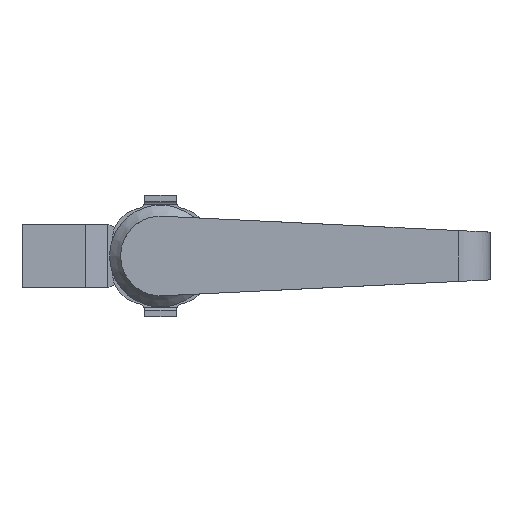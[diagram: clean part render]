
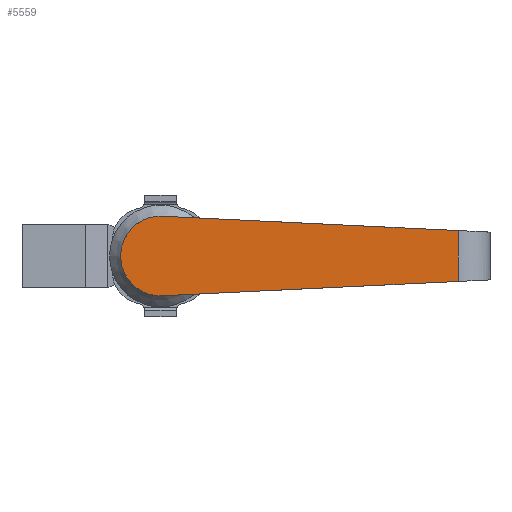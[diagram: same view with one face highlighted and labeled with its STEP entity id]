
A CAD part, front view. The second image highlights one B-rep face of the part: STEP entity #5559.
In plain terms, the highlighted planar face has unit normal (0, -1, 0).
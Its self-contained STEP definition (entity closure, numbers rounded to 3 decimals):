
#2866=PLANE('',#5336);
#2957=VECTOR('',#4735,1.);
#2963=VECTOR('',#4751,1.);
#2966=VECTOR('',#4760,1.);
#3163=LINE('',#5900,#2957);
#3169=LINE('',#5915,#2963);
#3172=LINE('',#5924,#2966);
#3404=ORIENTED_EDGE('',*,*,#4181,.T.);
#3405=ORIENTED_EDGE('',*,*,#4176,.F.);
#3406=ORIENTED_EDGE('',*,*,#4156,.F.);
#3407=ORIENTED_EDGE('',*,*,#4169,.F.);
#3910=CIRCLE('',#5321,12.5);
#3970=VERTEX_POINT('',#5686);
#3971=VERTEX_POINT('',#5688);
#3981=VERTEX_POINT('',#5898);
#3985=VERTEX_POINT('',#5914);
#4156=EDGE_CURVE('',#3970,#3971,#3910,.T.);
#4169=EDGE_CURVE('',#3981,#3970,#3163,.T.);
#4176=EDGE_CURVE('',#3971,#3985,#3169,.T.);
#4181=EDGE_CURVE('',#3981,#3985,#3172,.T.);
#4435=EDGE_LOOP('',(#3404,#3405,#3406,#3407));
#4576=FACE_BOUND('',#4435,.T.);
#4714=DIRECTION('',(0.,1.,0.));
#4715=DIRECTION('',(0.,0.,12.5));
#4735=DIRECTION('',(-92.895,0.,-4.501));
#4751=DIRECTION('',(92.895,0.,-4.501));
#4758=DIRECTION('',(0.,-1.,0.));
#4759=DIRECTION('',(-1.,0.,0.));
#4760=DIRECTION('',(0.,0.,15.969));
#5321=AXIS2_PLACEMENT_3D('',#5689,#4714,#4715);
#5336=AXIS2_PLACEMENT_3D('',#5923,#4758,#4759);
#5559=ADVANCED_FACE('',(#4576),#2866,.T.);
#5686=CARTESIAN_POINT('',(0.605,-33.,-12.485));
#5688=CARTESIAN_POINT('',(0.605,-33.,12.485));
#5689=CARTESIAN_POINT('',(0.,-33.,0.));
#5898=CARTESIAN_POINT('',(93.5,-33.,-7.985));
#5900=CARTESIAN_POINT('',(93.5,-33.,-7.985));
#5914=CARTESIAN_POINT('',(93.5,-33.,7.985));
#5915=CARTESIAN_POINT('',(0.605,-33.,12.485));
#5923=CARTESIAN_POINT('',(93.5,-33.,-7.985));
#5924=CARTESIAN_POINT('',(93.5,-33.,-7.985));
